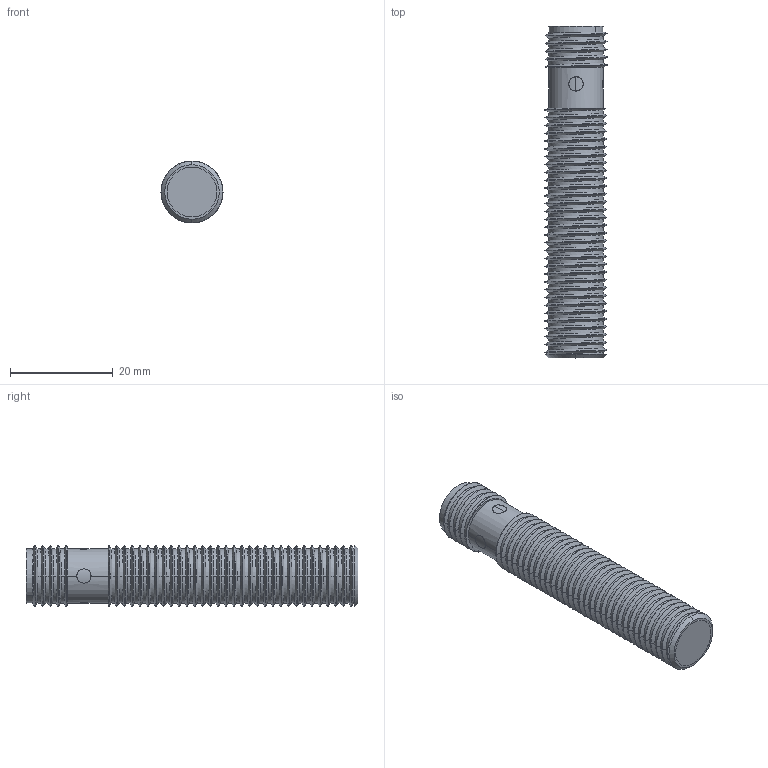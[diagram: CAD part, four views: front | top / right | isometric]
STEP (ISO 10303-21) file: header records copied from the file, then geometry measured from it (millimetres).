
FILE_DESCRIPTION(('STEP AP214'),'1');
FILE_NAME('cctmp_F123D0D0-3ADB-45B3-8BF7-1AA295B2FAAE_2025_02_28_10_53_39_0563_3016..stp','2025-02-28T09:53:39',('Pepperl+Fuchs GmbH'),('CADClick - www.CADClick.com'),'Spatial InterOp 3D',' ','unknown authorization');
FILE_SCHEMA(('AUTOMOTIVE_DESIGN'));
Length unit declared in the file: millimetre
Products named in the file (4): NBB4-12GM50-A2-V1; 2025_02_28_10_53_39_0562; NBB4-12GM50-A2-V1_2; NBB4-12GM50-A2-V1_1
Assembly tree (3 placements, depth 2):
  NBB4-12GM50-A2-V1
    2025_02_28_10_53_39_0562
    NBB4-12GM50-A2-V1_2
    NBB4-12GM50-A2-V1_1
Bounding box: 12.08 x 64.51 x 12 mm (x, y, z)
Volume: 5452.9 mm3; surface area: 5206.6 mm2
Topology: 7 solids, 7 shells, 387 faces, 819 edges, 438 vertices
Faces by surface type: cylinder 196, cone 154, plane 25, sphere 8, torus 4
Entity records: 18411 total; most frequent: CARTESIAN_POINT 6988, DIRECTION 1668, ORIENTED_EDGE 1606, EDGE_CURVE 803, AXIS2_PLACEMENT_3D 658, STYLED_ITEM 448, PRESENTATION_STYLE_ASSIGNMENT 448, COLOUR_RGB 448
